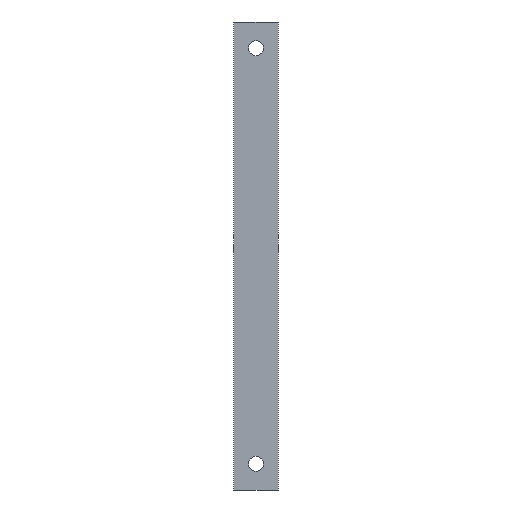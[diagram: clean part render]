
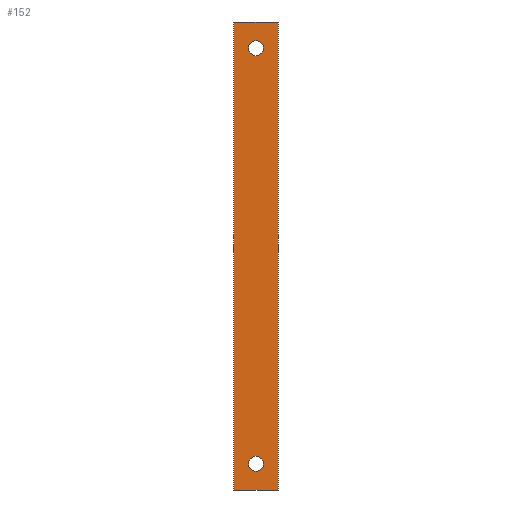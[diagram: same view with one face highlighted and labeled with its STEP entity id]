
A CAD part, front view. The second image highlights one B-rep face of the part: STEP entity #152.
In plain terms, the highlighted planar face has unit normal (0, -1, 0).
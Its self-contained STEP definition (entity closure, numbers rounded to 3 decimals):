
#17=FACE_BOUND('',#43,.T.);
#18=FACE_BOUND('',#44,.T.);
#24=PLANE('',#184);
#32=FACE_OUTER_BOUND('',#42,.T.);
#42=EDGE_LOOP('',(#137,#138,#139,#140));
#43=EDGE_LOOP('',(#141));
#44=EDGE_LOOP('',(#142));
#47=LINE('',#241,#61);
#51=LINE('',#249,#65);
#54=LINE('',#255,#68);
#57=LINE('',#260,#71);
#61=VECTOR('',#203,10.);
#65=VECTOR('',#209,10.);
#68=VECTOR('',#214,10.);
#71=VECTOR('',#219,10.);
#74=CIRCLE('',#175,2.);
#76=CIRCLE('',#178,2.);
#78=VERTEX_POINT('',#229);
#80=VERTEX_POINT('',#235);
#81=VERTEX_POINT('',#239);
#82=VERTEX_POINT('',#240);
#85=VERTEX_POINT('',#248);
#87=VERTEX_POINT('',#254);
#91=EDGE_CURVE('',#78,#78,#74,.T.);
#94=EDGE_CURVE('',#80,#80,#76,.T.);
#95=EDGE_CURVE('',#81,#82,#47,.T.);
#99=EDGE_CURVE('',#85,#81,#51,.T.);
#102=EDGE_CURVE('',#87,#85,#54,.T.);
#105=EDGE_CURVE('',#82,#87,#57,.T.);
#137=ORIENTED_EDGE('',*,*,#105,.F.);
#138=ORIENTED_EDGE('',*,*,#95,.F.);
#139=ORIENTED_EDGE('',*,*,#99,.F.);
#140=ORIENTED_EDGE('',*,*,#102,.F.);
#141=ORIENTED_EDGE('',*,*,#94,.F.);
#142=ORIENTED_EDGE('',*,*,#91,.F.);
#152=ADVANCED_FACE('',(#32,#17,#18),#24,.F.);
#175=AXIS2_PLACEMENT_3D('',#231,#192,#193);
#178=AXIS2_PLACEMENT_3D('',#237,#199,#200);
#184=AXIS2_PLACEMENT_3D('',#263,#223,#224);
#192=DIRECTION('center_axis',(0.,-1.,0.));
#193=DIRECTION('ref_axis',(1.,0.,0.));
#199=DIRECTION('center_axis',(0.,-1.,0.));
#200=DIRECTION('ref_axis',(1.,0.,0.));
#203=DIRECTION('',(0.,0.,1.));
#209=DIRECTION('',(-1.,0.,0.));
#214=DIRECTION('',(0.,0.,-1.));
#219=DIRECTION('',(1.,0.,0.));
#223=DIRECTION('center_axis',(0.,1.,0.));
#224=DIRECTION('ref_axis',(0.,0.,1.));
#229=CARTESIAN_POINT('',(-8.,0.,-7.));
#231=CARTESIAN_POINT('Origin',(-6.,0.,-7.));
#235=CARTESIAN_POINT('',(-8.,0.,-118.));
#237=CARTESIAN_POINT('Origin',(-6.,0.,-118.));
#239=CARTESIAN_POINT('',(-12.,0.,-125.));
#240=CARTESIAN_POINT('',(-12.,0.,0.));
#241=CARTESIAN_POINT('',(-12.,0.,-125.));
#248=CARTESIAN_POINT('',(0.,0.,-125.));
#249=CARTESIAN_POINT('',(0.,0.,-125.));
#254=CARTESIAN_POINT('',(0.,0.,0.));
#255=CARTESIAN_POINT('',(0.,0.,0.));
#260=CARTESIAN_POINT('',(-12.,0.,0.));
#263=CARTESIAN_POINT('Origin',(-6.,0.,-62.5));
